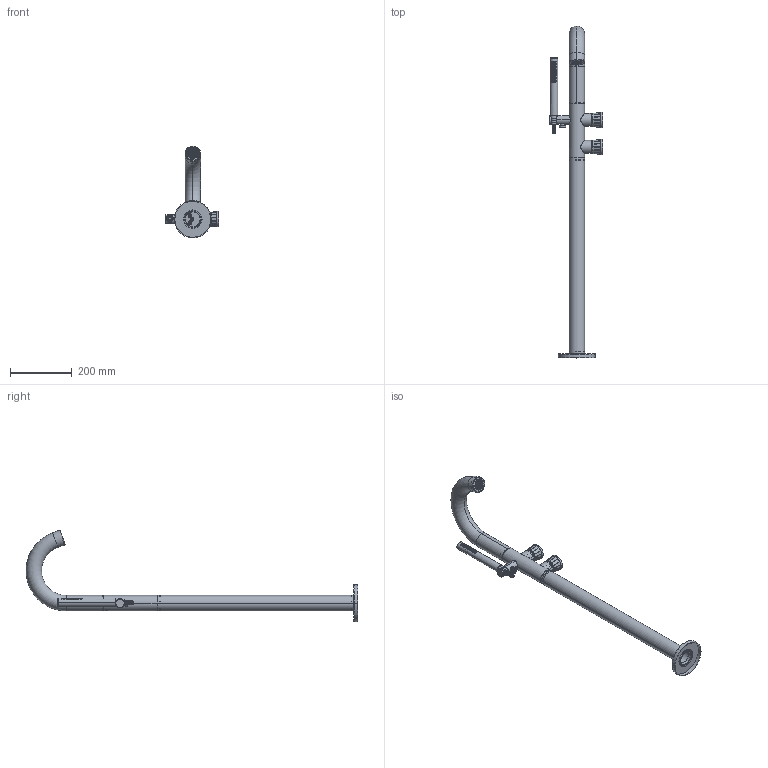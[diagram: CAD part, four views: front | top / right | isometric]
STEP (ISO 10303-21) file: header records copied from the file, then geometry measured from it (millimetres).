
FILE_DESCRIPTION((''),'2;1');
FILE_NAME('OIELEP008RO_ASM','2025-10-16T14:53:06',('Administrator'),(''),'CREO PARAMETRIC BY PTC INC, 2024493','CREO PARAMETRIC BY PTC INC, 2024493','');
FILE_SCHEMA(('CONFIG_CONTROL_DESIGN','SHAPE_APPEARANCE_LAYERS_GROUPS'));
Products named in the file (19): OICT00012; OIBR00163; OIBR00258; OIBR00254; OIBR00996; OIBR00948; OIBR00997; OIAQ00026; OIFL00037; OIAQ00025; OIVT00006; OIBR00247; OIAQ00013; OIVT00053; OICT00095; OIBR00994; OIAR00088; OIOR00091; OIELEP008RO_ASM
Assembly tree (24 placements, depth 2):
  OIELEP008RO_ASM
    OICT00012
    OIBR00163
    OIBR00258
    OIBR00254
    OIBR00996  x2
    OIBR00948  x2
    OIBR00997  x2
    OIAQ00026
    OIFL00037
    OIAQ00025
    OIVT00006
    OIBR00247
    OIAQ00013  x2
    OIVT00053  x2
    OICT00095
    OIBR00994
    OIAR00088
    OIOR00091  x2
Bounding box: 173.72 x 1071 x 295.71 mm (x, y, z)
Volume: 844958 mm3; surface area: 534883.1 mm2
Topology: 25 solids, 55 shells, 6440 faces, 16543 edges, 10873 vertices
Faces by surface type: plane 4362, cylinder 828, cone 821, bspline 268, torus 131, extrusion 22, sphere 8
Entity records: 249769 total; most frequent: CARTESIAN_POINT 101168, ORIENTED_EDGE 31976, DIRECTION 20933, EDGE_CURVE 16037, VERTEX_POINT 10580, B_SPLINE_CURVE_WITH_KNOTS 8849, AXIS2_PLACEMENT_3D 7674, EDGE_LOOP 7041
